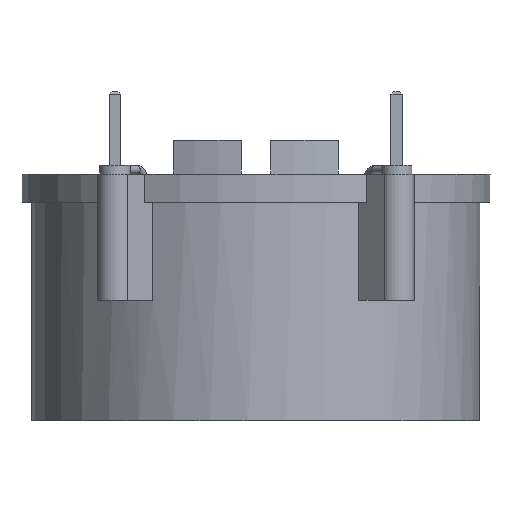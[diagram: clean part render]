
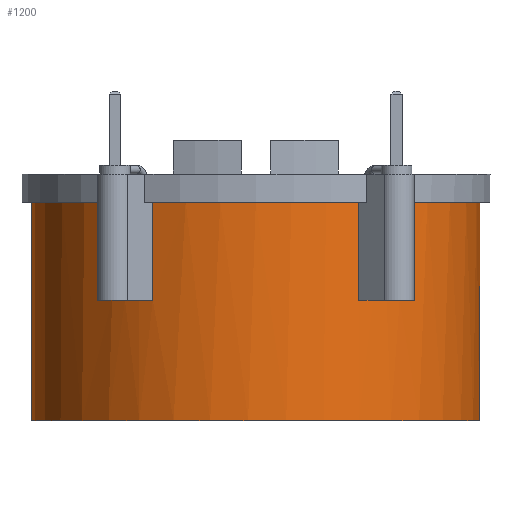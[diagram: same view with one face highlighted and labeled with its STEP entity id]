
A CAD part, left-side view. The second image highlights one B-rep face of the part: STEP entity #1200.
In plain terms, the highlighted cylindrical face has radius 16 mm (diameter 32 mm), a full revolution.
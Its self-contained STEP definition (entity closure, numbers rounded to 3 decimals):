
#1200 = ADVANCED_FACE( '', ( #2615, #2616 ), #2617, .T. );
#2615 = FACE_OUTER_BOUND( '', #8864, .T. );
#2616 = FACE_OUTER_BOUND( '', #8865, .T. );
#2617 = CYLINDRICAL_SURFACE( '', #8866, 16. );
#8864 = EDGE_LOOP( '', ( #13399 ) );
#8865 = EDGE_LOOP( '', ( #13400, #13401, #13402, #13403, #13404, #13405, #13406, #13407, #13408, #13409, #13410, #13411, #13412, #13413, #13414, #13415 ) );
#8866 = AXIS2_PLACEMENT_3D( '', #13416, #13417, #13418 );
#13399 = ORIENTED_EDGE( '', *, *, #14910, .T. );
#13400 = ORIENTED_EDGE( '', *, *, #14311, .F. );
#13401 = ORIENTED_EDGE( '', *, *, #14728, .F. );
#13402 = ORIENTED_EDGE( '', *, *, #14974, .F. );
#13403 = ORIENTED_EDGE( '', *, *, #15134, .T. );
#13404 = ORIENTED_EDGE( '', *, *, #15127, .F. );
#13405 = ORIENTED_EDGE( '', *, *, #15182, .F. );
#13406 = ORIENTED_EDGE( '', *, *, #14623, .F. );
#13407 = ORIENTED_EDGE( '', *, *, #15183, .T. );
#13408 = ORIENTED_EDGE( '', *, *, #14671, .T. );
#13409 = ORIENTED_EDGE( '', *, *, #14816, .F. );
#13410 = ORIENTED_EDGE( '', *, *, #15180, .F. );
#13411 = ORIENTED_EDGE( '', *, *, #15101, .T. );
#13412 = ORIENTED_EDGE( '', *, *, #14437, .F. );
#13413 = ORIENTED_EDGE( '', *, *, #15023, .F. );
#13414 = ORIENTED_EDGE( '', *, *, #14528, .F. );
#13415 = ORIENTED_EDGE( '', *, *, #14995, .T. );
#13416 = CARTESIAN_POINT( '', ( 0., 0., 15.6 ) );
#13417 = DIRECTION( '', ( 0., 0., 1. ) );
#13418 = DIRECTION( '', ( -1., 0., 0. ) );
#14311 = EDGE_CURVE( '', #15888, #15890, #15891, .T. );
#14437 = EDGE_CURVE( '', #16089, #16091, #16092, .T. );
#14528 = EDGE_CURVE( '', #16228, #16230, #16231, .T. );
#14623 = EDGE_CURVE( '', #16383, #16384, #16385, .T. );
#14671 = EDGE_CURVE( '', #16460, #16458, #16461, .T. );
#14728 = EDGE_CURVE( '', #16545, #15888, #16547, .T. );
#14816 = EDGE_CURVE( '', #16671, #16458, #16673, .T. );
#14910 = EDGE_CURVE( '', #16804, #16804, #16805, .T. );
#14974 = EDGE_CURVE( '', #16893, #16545, #16894, .T. );
#14995 = EDGE_CURVE( '', #16228, #15890, #16918, .T. );
#15023 = EDGE_CURVE( '', #16230, #16089, #16949, .T. );
#15101 = EDGE_CURVE( '', #17038, #16091, #17043, .T. );
#15127 = EDGE_CURVE( '', #17071, #17073, #17074, .T. );
#15134 = EDGE_CURVE( '', #16893, #17073, #17082, .T. );
#15180 = EDGE_CURVE( '', #17038, #16671, #17132, .T. );
#15182 = EDGE_CURVE( '', #16384, #17071, #17134, .T. );
#15183 = EDGE_CURVE( '', #16383, #16460, #17135, .T. );
#15888 = VERTEX_POINT( '', #18501 );
#15890 = VERTEX_POINT( '', #18504 );
#15891 = CIRCLE( '', #18505, 16. );
#16089 = VERTEX_POINT( '', #18898 );
#16091 = VERTEX_POINT( '', #18901 );
#16092 = CIRCLE( '', #18902, 16. );
#16228 = VERTEX_POINT( '', #19130 );
#16230 = VERTEX_POINT( '', #19133 );
#16231 = CIRCLE( '', #19134, 16. );
#16383 = VERTEX_POINT( '', #19412 );
#16384 = VERTEX_POINT( '', #19413 );
#16385 = CIRCLE( '', #19414, 16. );
#16458 = VERTEX_POINT( '', #19548 );
#16460 = VERTEX_POINT( '', #19551 );
#16461 = CIRCLE( '', #19552, 16. );
#16545 = VERTEX_POINT( '', #19666 );
#16547 = LINE( '', #19669, #19670 );
#16671 = VERTEX_POINT( '', #19892 );
#16673 = LINE( '', #19895, #19896 );
#16804 = VERTEX_POINT( '', #20209 );
#16805 = CIRCLE( '', #20210, 16. );
#16893 = VERTEX_POINT( '', #20384 );
#16894 = CIRCLE( '', #20385, 16. );
#16918 = LINE( '', #20416, #20417 );
#16949 = LINE( '', #20459, #20460 );
#17038 = VERTEX_POINT( '', #20576 );
#17043 = LINE( '', #20584, #20585 );
#17071 = VERTEX_POINT( '', #20620 );
#17073 = VERTEX_POINT( '', #20623 );
#17074 = CIRCLE( '', #20624, 16. );
#17082 = LINE( '', #20635, #20636 );
#17132 = CIRCLE( '', #20708, 16. );
#17134 = LINE( '', #20710, #20711 );
#17135 = LINE( '', #20712, #20713 );
#18501 = CARTESIAN_POINT( '', ( 14.209, 7.355, 8.6 ) );
#18504 = CARTESIAN_POINT( '', ( 12.27, 10.269, 8.6 ) );
#18505 = AXIS2_PLACEMENT_3D( '', #21080, #21081, #21082 );
#18898 = CARTESIAN_POINT( '', ( -12.27, 10.269, 8.6 ) );
#18901 = CARTESIAN_POINT( '', ( -14.209, 7.355, 8.6 ) );
#18902 = AXIS2_PLACEMENT_3D( '', #21174, #21175, #21176 );
#19130 = CARTESIAN_POINT( '', ( 12.27, 10.269, 15.6 ) );
#19133 = CARTESIAN_POINT( '', ( -12.27, 10.269, 15.6 ) );
#19134 = AXIS2_PLACEMENT_3D( '', #21260, #21261, #21262 );
#19412 = CARTESIAN_POINT( '', ( -12.27, -10.269, 15.6 ) );
#19413 = CARTESIAN_POINT( '', ( 12.27, -10.269, 15.6 ) );
#19414 = AXIS2_PLACEMENT_3D( '', #21339, #21340, #21341 );
#19548 = CARTESIAN_POINT( '', ( -14.209, -7.355, 8.6 ) );
#19551 = CARTESIAN_POINT( '', ( -12.27, -10.269, 8.6 ) );
#19552 = AXIS2_PLACEMENT_3D( '', #21367, #21368, #21369 );
#19666 = CARTESIAN_POINT( '', ( 14.209, 7.355, 15.6 ) );
#19669 = CARTESIAN_POINT( '', ( 14.209, 7.355, 17.6 ) );
#19670 = VECTOR( '', #21417, 1000. );
#19892 = CARTESIAN_POINT( '', ( -14.209, -7.355, 15.6 ) );
#19895 = CARTESIAN_POINT( '', ( -14.209, -7.355, 17.6 ) );
#19896 = VECTOR( '', #21509, 1000. );
#20209 = CARTESIAN_POINT( '', ( 0., 16., 0. ) );
#20210 = AXIS2_PLACEMENT_3D( '', #21540, #21541, #21542 );
#20384 = CARTESIAN_POINT( '', ( 14.209, -7.355, 15.6 ) );
#20385 = AXIS2_PLACEMENT_3D( '', #21563, #21564, #21565 );
#20416 = CARTESIAN_POINT( '', ( 12.27, 10.269, 17.6 ) );
#20417 = VECTOR( '', #21579, 1000. );
#20459 = CARTESIAN_POINT( '', ( -12.27, 10.269, 17.6 ) );
#20460 = VECTOR( '', #21597, 1000. );
#20576 = CARTESIAN_POINT( '', ( -14.209, 7.355, 15.6 ) );
#20584 = CARTESIAN_POINT( '', ( -14.209, 7.355, 17.6 ) );
#20585 = VECTOR( '', #21655, 1000. );
#20620 = CARTESIAN_POINT( '', ( 12.27, -10.269, 8.6 ) );
#20623 = CARTESIAN_POINT( '', ( 14.209, -7.355, 8.6 ) );
#20624 = AXIS2_PLACEMENT_3D( '', #21667, #21668, #21669 );
#20635 = CARTESIAN_POINT( '', ( 14.209, -7.355, 17.6 ) );
#20636 = VECTOR( '', #21673, 1000. );
#20708 = AXIS2_PLACEMENT_3D( '', #21705, #21706, #21707 );
#20710 = CARTESIAN_POINT( '', ( 12.27, -10.269, 17.6 ) );
#20711 = VECTOR( '', #21708, 1000. );
#20712 = CARTESIAN_POINT( '', ( -12.27, -10.269, 17.6 ) );
#20713 = VECTOR( '', #21709, 1000. );
#21080 = CARTESIAN_POINT( '', ( 0., 0., 8.6 ) );
#21081 = DIRECTION( '', ( 0., 0., 1. ) );
#21082 = DIRECTION( '', ( 1., 0., 0. ) );
#21174 = CARTESIAN_POINT( '', ( 0., 0., 8.6 ) );
#21175 = DIRECTION( '', ( 0., 0., 1. ) );
#21176 = DIRECTION( '', ( 1., 0., 0. ) );
#21260 = CARTESIAN_POINT( '', ( 0., 0., 15.6 ) );
#21261 = DIRECTION( '', ( 0., 0., 1. ) );
#21262 = DIRECTION( '', ( 0., 1., 0. ) );
#21339 = CARTESIAN_POINT( '', ( 0., 0., 15.6 ) );
#21340 = DIRECTION( '', ( 0., 0., 1. ) );
#21341 = DIRECTION( '', ( 0., 1., 0. ) );
#21367 = CARTESIAN_POINT( '', ( 0., 0., 8.6 ) );
#21368 = DIRECTION( '', ( 0., 0., -1. ) );
#21369 = DIRECTION( '', ( 1., 0., 0. ) );
#21417 = DIRECTION( '', ( 0., 0., -1. ) );
#21509 = DIRECTION( '', ( 0., 0., -1. ) );
#21540 = CARTESIAN_POINT( '', ( 0., 0., 0. ) );
#21541 = DIRECTION( '', ( 0., 0., 1. ) );
#21542 = DIRECTION( '', ( 0., 1., 0. ) );
#21563 = CARTESIAN_POINT( '', ( 0., 0., 15.6 ) );
#21564 = DIRECTION( '', ( 0., 0., 1. ) );
#21565 = DIRECTION( '', ( 0., 1., 0. ) );
#21579 = DIRECTION( '', ( 0., 0., -1. ) );
#21597 = DIRECTION( '', ( 0., 0., -1. ) );
#21655 = DIRECTION( '', ( 0., 0., -1. ) );
#21667 = CARTESIAN_POINT( '', ( 0., 0., 8.6 ) );
#21668 = DIRECTION( '', ( 0., 0., 1. ) );
#21669 = DIRECTION( '', ( 1., 0., 0. ) );
#21673 = DIRECTION( '', ( 0., 0., -1. ) );
#21705 = CARTESIAN_POINT( '', ( 0., 0., 15.6 ) );
#21706 = DIRECTION( '', ( 0., 0., 1. ) );
#21707 = DIRECTION( '', ( 0., 1., 0. ) );
#21708 = DIRECTION( '', ( 0., 0., -1. ) );
#21709 = DIRECTION( '', ( 0., 0., -1. ) );
